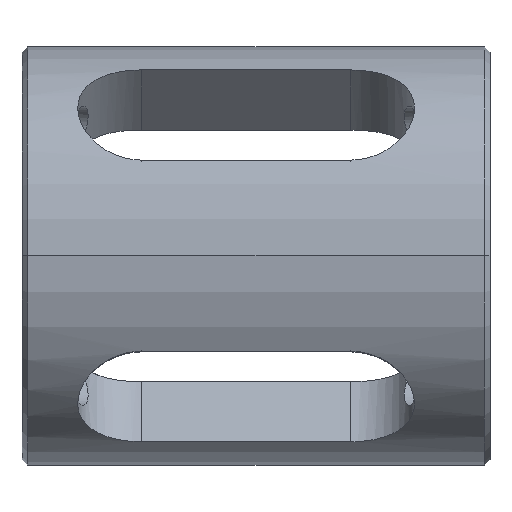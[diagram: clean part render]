
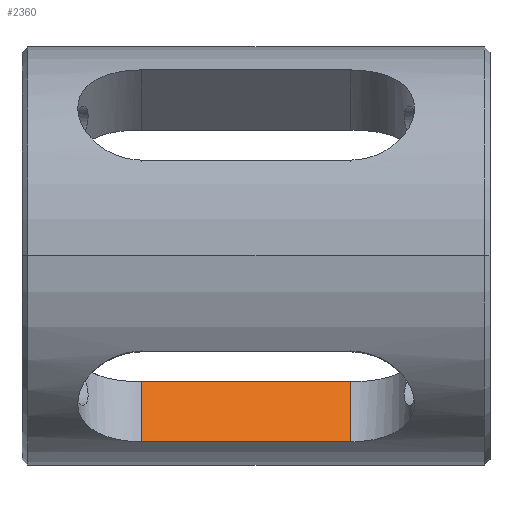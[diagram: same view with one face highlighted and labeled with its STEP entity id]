
A CAD part, top view. The second image highlights one B-rep face of the part: STEP entity #2360.
In plain terms, the highlighted planar face has unit normal (0, 0.707, 0.707).
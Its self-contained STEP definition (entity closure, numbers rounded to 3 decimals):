
#6 = EDGE_CURVE ( 'NONE', #1650, #548, #2143, .T. ) ;
#31 = LINE ( 'NONE', #3521, #3114 ) ;
#128 = CARTESIAN_POINT ( 'NONE',  ( -12., -21.889, 14.111 ) ) ;
#228 = ORIENTED_EDGE ( 'NONE', *, *, #6, .F. ) ;
#275 = LINE ( 'NONE', #2368, #3848 ) ;
#294 = DIRECTION ( 'NONE',  ( 0., 0.707, -0.707 ) ) ;
#372 = EDGE_CURVE ( 'NONE', #2476, #3101, #1633, .T. ) ;
#548 = VERTEX_POINT ( 'NONE', #3060 ) ;
#643 = VECTOR ( 'NONE', #1641, 1000. ) ;
#803 = DIRECTION ( 'NONE',  ( 0., -0.707, -0.707 ) ) ;
#814 = PLANE ( 'NONE',  #1996 ) ;
#979 = DIRECTION ( 'NONE',  ( 0., 0.707, -0.707 ) ) ;
#1035 = CARTESIAN_POINT ( 'NONE',  ( -30., -16.008, 8.23 ) ) ;
#1154 = CARTESIAN_POINT ( 'NONE',  ( -30., -10.829, 3.05 ) ) ;
#1233 = ORIENTED_EDGE ( 'NONE', *, *, #372, .F. ) ;
#1304 = VECTOR ( 'NONE', #3779, 1000. ) ;
#1309 = EDGE_CURVE ( 'NONE', #3101, #1650, #275, .T. ) ;
#1319 = ORIENTED_EDGE ( 'NONE', *, *, #1309, .F. ) ;
#1613 = CARTESIAN_POINT ( 'NONE',  ( -68.587, -16.008, 8.23 ) ) ;
#1633 = LINE ( 'NONE', #1613, #643 ) ;
#1641 = DIRECTION ( 'NONE',  ( -1., 0., 0. ) ) ;
#1650 = VERTEX_POINT ( 'NONE', #1154 ) ;
#1996 = AXIS2_PLACEMENT_3D ( 'NONE', #128, #803, #979 ) ;
#2143 = LINE ( 'NONE', #2858, #1304 ) ;
#2360 = ADVANCED_FACE ( 'NONE', ( #2838 ), #814, .F. ) ;
#2368 = CARTESIAN_POINT ( 'NONE',  ( -30., -21.889, 14.111 ) ) ;
#2468 = EDGE_LOOP ( 'NONE', ( #2755, #228, #1319, #1233 ) ) ;
#2476 = VERTEX_POINT ( 'NONE', #2885 ) ;
#2752 = EDGE_CURVE ( 'NONE', #2476, #548, #31, .T. ) ;
#2755 = ORIENTED_EDGE ( 'NONE', *, *, #2752, .T. ) ;
#2838 = FACE_OUTER_BOUND ( 'NONE', #2468, .T. ) ;
#2858 = CARTESIAN_POINT ( 'NONE',  ( -68.587, -10.829, 3.05 ) ) ;
#2885 = CARTESIAN_POINT ( 'NONE',  ( -12., -16.008, 8.23 ) ) ;
#2955 = DIRECTION ( 'NONE',  ( 0., 0.707, -0.707 ) ) ;
#3060 = CARTESIAN_POINT ( 'NONE',  ( -12., -10.829, 3.05 ) ) ;
#3101 = VERTEX_POINT ( 'NONE', #1035 ) ;
#3114 = VECTOR ( 'NONE', #294, 1000. ) ;
#3521 = CARTESIAN_POINT ( 'NONE',  ( -12., -21.889, 14.111 ) ) ;
#3779 = DIRECTION ( 'NONE',  ( 1., 0., 0. ) ) ;
#3848 = VECTOR ( 'NONE', #2955, 1000. ) ;
